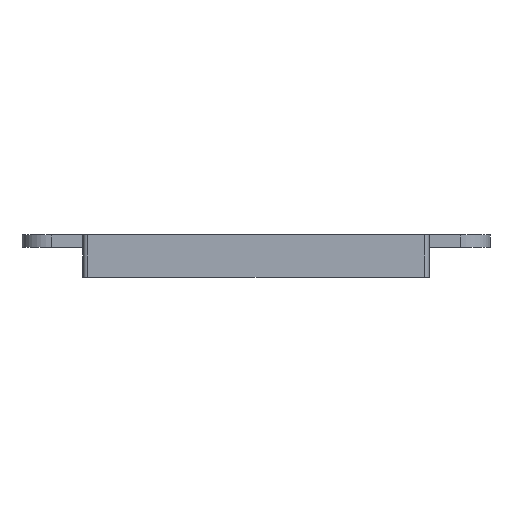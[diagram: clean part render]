
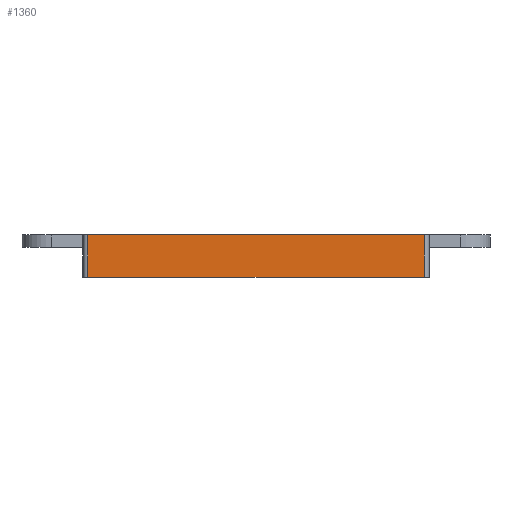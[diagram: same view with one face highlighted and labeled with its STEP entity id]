
A CAD part, left-side view. The second image highlights one B-rep face of the part: STEP entity #1360.
In plain terms, the highlighted planar face has unit normal (-1, 0, 0).
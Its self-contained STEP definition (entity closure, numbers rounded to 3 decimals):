
#76 = ORIENTED_EDGE ( 'NONE', *, *, #2037, .F. ) ;
#122 = VECTOR ( 'NONE', #1903, 1000. ) ;
#136 = EDGE_CURVE ( 'NONE', #1076, #1145, #1304, .T. ) ;
#152 = ORIENTED_EDGE ( 'NONE', *, *, #1631, .T. ) ;
#158 = VECTOR ( 'NONE', #1997, 1000. ) ;
#166 = CARTESIAN_POINT ( 'NONE',  ( -54.316, 27.987, -4.9 ) ) ;
#313 = FACE_OUTER_BOUND ( 'NONE', #631, .T. ) ;
#337 = VECTOR ( 'NONE', #1125, 1000. ) ;
#361 = VERTEX_POINT ( 'NONE', #166 ) ;
#438 = CARTESIAN_POINT ( 'NONE',  ( -54.316, 27.987, -4.9 ) ) ;
#603 = CARTESIAN_POINT ( 'NONE',  ( -54.316, 27.987, -4.9 ) ) ;
#616 = CARTESIAN_POINT ( 'NONE',  ( -54.316, 27.987, -4.9 ) ) ;
#631 = EDGE_LOOP ( 'NONE', ( #1552, #76, #152, #943 ) ) ;
#881 = CARTESIAN_POINT ( 'NONE',  ( -54.316, -27.213, -4.9 ) ) ;
#943 = ORIENTED_EDGE ( 'NONE', *, *, #136, .T. ) ;
#957 = PLANE ( 'NONE',  #1597 ) ;
#1076 = VERTEX_POINT ( 'NONE', #881 ) ;
#1125 = DIRECTION ( 'NONE',  ( 0., 0., 1. ) ) ;
#1145 = VERTEX_POINT ( 'NONE', #2109 ) ;
#1256 = LINE ( 'NONE', #438, #122 ) ;
#1275 = CARTESIAN_POINT ( 'NONE',  ( -54.316, 27.987, 2. ) ) ;
#1304 = LINE ( 'NONE', #1808, #1869 ) ;
#1319 = VERTEX_POINT ( 'NONE', #1275 ) ;
#1324 = EDGE_CURVE ( 'NONE', #1319, #1145, #1655, .T. ) ;
#1360 = ADVANCED_FACE ( 'NONE', ( #313 ), #957, .T. ) ;
#1448 = DIRECTION ( 'NONE',  ( -1., 0., 0. ) ) ;
#1510 = CARTESIAN_POINT ( 'NONE',  ( -54.316, 27.987, 2. ) ) ;
#1552 = ORIENTED_EDGE ( 'NONE', *, *, #1324, .F. ) ;
#1597 = AXIS2_PLACEMENT_3D ( 'NONE', #603, #1448, #1794 ) ;
#1631 = EDGE_CURVE ( 'NONE', #361, #1076, #1256, .T. ) ;
#1655 = LINE ( 'NONE', #1510, #158 ) ;
#1794 = DIRECTION ( 'NONE',  ( 0., 0., 1. ) ) ;
#1808 = CARTESIAN_POINT ( 'NONE',  ( -54.316, -27.213, -4.9 ) ) ;
#1869 = VECTOR ( 'NONE', #1956, 1000. ) ;
#1903 = DIRECTION ( 'NONE',  ( 0., -1., 0. ) ) ;
#1956 = DIRECTION ( 'NONE',  ( 0., 0., 1. ) ) ;
#1997 = DIRECTION ( 'NONE',  ( 0., -1., 0. ) ) ;
#2037 = EDGE_CURVE ( 'NONE', #361, #1319, #2087, .T. ) ;
#2087 = LINE ( 'NONE', #616, #337 ) ;
#2109 = CARTESIAN_POINT ( 'NONE',  ( -54.316, -27.213, 2. ) ) ;
